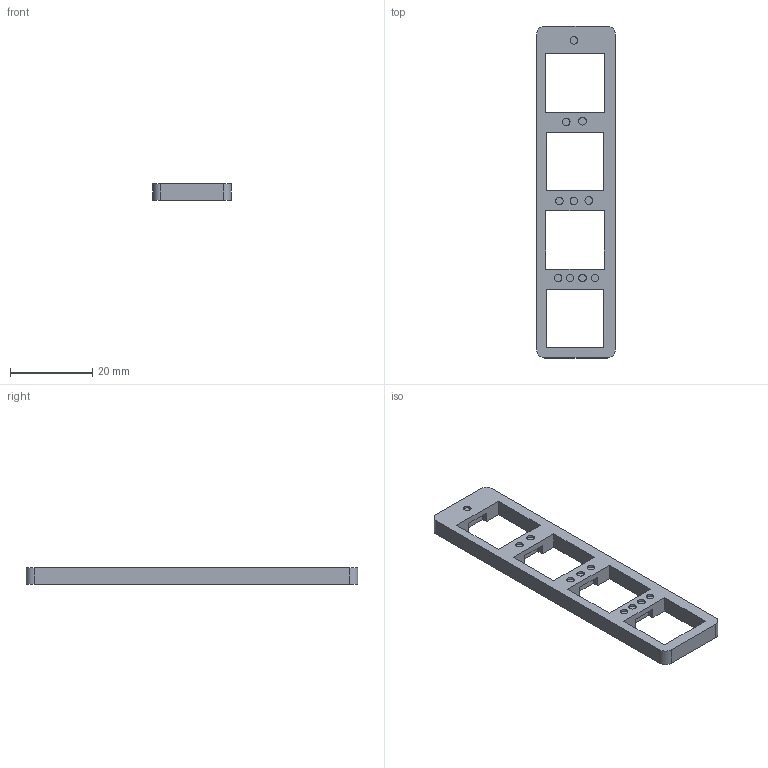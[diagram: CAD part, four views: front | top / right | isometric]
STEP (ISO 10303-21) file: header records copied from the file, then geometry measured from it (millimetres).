
FILE_DESCRIPTION(/* description */ ('STEP AP214'),/* implementation_level */ '2;1');
FILE_NAME(/* name */ '602b07f376f681188276f045',/* time_stamp */ '2021-02-15T23:47:00+00:00',/* author */ (''),/* organization */ (''),/* preprocessor_version */ 'ST-DEVELOPER v18.1',/* originating_system */ ' ',/* authorisation */ ' ');
FILE_SCHEMA (('AUTOMOTIVE_DESIGN {1 0 10303 214 3 1 1}'));
Length unit declared in the file: metre
Products named in the file (1): tester
Bounding box: 19.14 x 80.73 x 4 mm (x, y, z)
Volume: 2775 mm3; surface area: 3254.9 mm2
Topology: 1 solids, 1 shells, 78 faces, 198 edges, 132 vertices
Faces by surface type: plane 64, cylinder 14
Full cylindrical faces by diameter (mm): 1.84 x10
Entity records: 2326 total; most frequent: CARTESIAN_POINT 399, ORIENTED_EDGE 376, DIRECTION 374, EDGE_CURVE 188, LINE 160, VECTOR 160, VERTEX_POINT 132, AXIS2_PLACEMENT_3D 107
